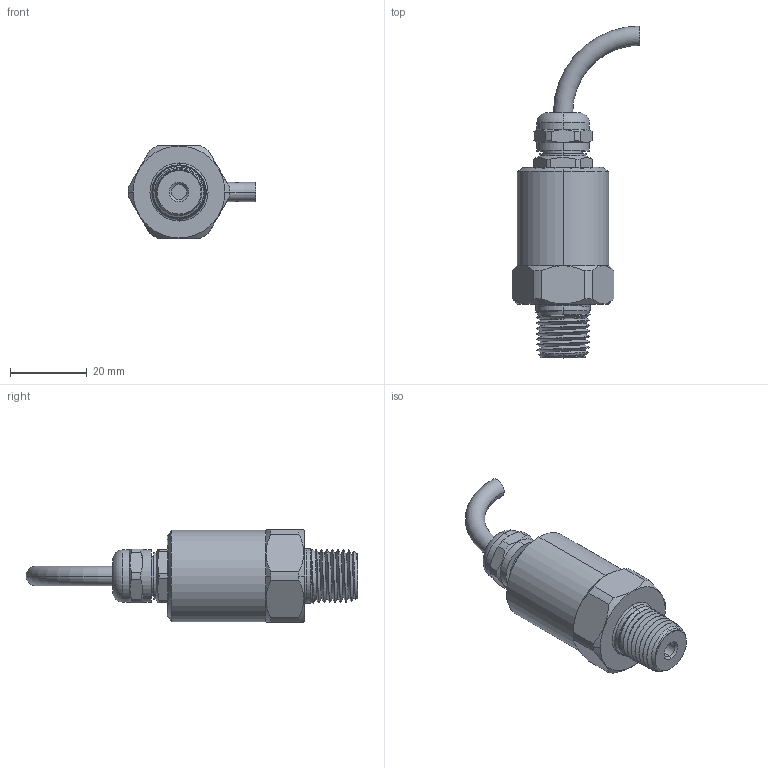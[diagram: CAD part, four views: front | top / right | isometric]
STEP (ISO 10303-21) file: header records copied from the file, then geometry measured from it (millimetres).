
FILE_DESCRIPTION (( 'STEP AP214' ), '1' );
FILE_NAME ('PT1200-A-20-B-0.5CN1G.STEP', '2024-12-28T15:16:32', ( '' ), ( '' ), 'SwSTEP 2.0', 'SolidWorks 2024', '' );
FILE_SCHEMA (( 'AUTOMOTIVE_DESIGN' ));
Length unit declared in the file: millimetre
Products named in the file (1): PT1200-A-20-B-0.5CN1G
Bounding box: 33.25 x 86.3 x 24 mm (x, y, z)
Volume: 20720.4 mm3; surface area: 6365.5 mm2
Topology: 4 solids, 4 shells, 123 faces, 308 edges, 198 vertices
Faces by surface type: cylinder 43, cone 40, plane 31, torus 6, bspline 3
Entity records: 8909 total; most frequent: CARTESIAN_POINT 5865, ORIENTED_EDGE 616, DIRECTION 572, EDGE_CURVE 308, AXIS2_PLACEMENT_3D 234, VERTEX_POINT 198, EDGE_LOOP 130, FACE_OUTER_BOUND 123
